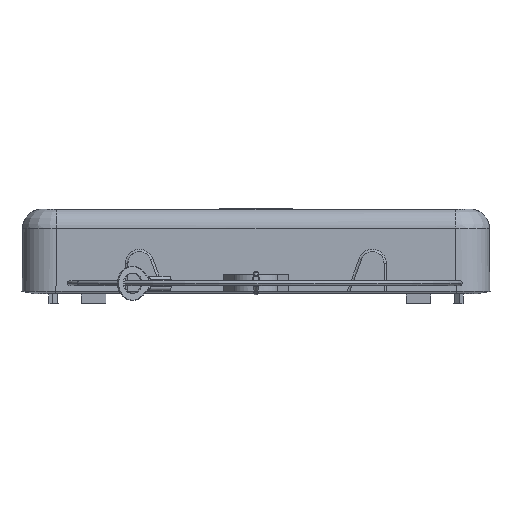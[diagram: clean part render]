
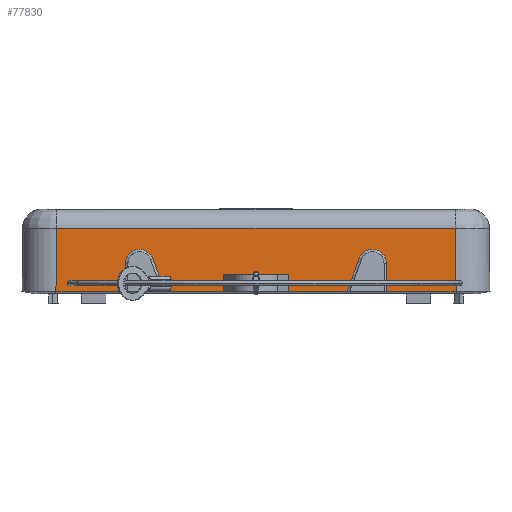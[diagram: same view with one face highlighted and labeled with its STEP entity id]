
A CAD part, front view. The second image highlights one B-rep face of the part: STEP entity #77830.
In plain terms, the highlighted face is planar.
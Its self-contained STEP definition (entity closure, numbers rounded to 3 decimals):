
#22680=CARTESIAN_POINT('',(3.861,24.111,
22.996));
#22690=VERTEX_POINT('',#22680);
#22850=CARTESIAN_POINT('',(17.146,24.111,
22.996));
#22860=VERTEX_POINT('',#22850);
#28580=CARTESIAN_POINT('',(17.163,27.6,22.965))
;
#28590=VERTEX_POINT('',#28580);
#28620=CARTESIAN_POINT('',(17.143,23.6,23.));
#28630=DIRECTION('',(0.005,1.,
-0.009));
#28640=VECTOR('',#28630,1.);
#28650=LINE('',#28620,#28640);
#28660=EDGE_CURVE('',#22860,#28590,#28650,.T.);
#68580=CARTESIAN_POINT('',(31.778,30.888,
22.936));
#68590=VERTEX_POINT('',#68580);
#68690=CARTESIAN_POINT('',(29.312,24.111,
22.996));
#68700=VERTEX_POINT('',#68690);
#68730=CARTESIAN_POINT('',(29.124,23.596,
23.));
#68740=DIRECTION('',(-0.342,-0.94,
0.008));
#68750=VECTOR('',#68740,1.);
#68760=LINE('',#68730,#68750);
#68770=EDGE_CURVE('',#68590,#68700,#68760,.T.);
#69750=CARTESIAN_POINT('',(51.636,37.135,
22.882));
#69760=VERTEX_POINT('',#69750);
#71350=CARTESIAN_POINT('',(51.753,23.661,
22.999));
#71360=DIRECTION('',(0.009,-1.,
0.009));
#71370=VECTOR('',#71360,1.);
#71380=LINE('',#71350,#71370);
#71390=CARTESIAN_POINT('',(51.749,24.111,
22.996));
#71400=VERTEX_POINT('',#71390);
#71410=EDGE_CURVE('',#69760,#71400,#71380,.T.);
#75910=CARTESIAN_POINT('',(-8.305,24.111,
22.996));
#75920=VERTEX_POINT('',#75910);
#76020=CARTESIAN_POINT('',(-10.771,30.888,
22.936));
#76030=VERTEX_POINT('',#76020);
#76060=CARTESIAN_POINT('',(-8.117,23.596,
23.));
#76070=DIRECTION('',(-0.342,0.94,
-0.008));
#76080=VECTOR('',#76070,1.);
#76090=LINE('',#76060,#76080);
#76100=EDGE_CURVE('',#75920,#76030,#76090,.T.);
#76540=CARTESIAN_POINT('',(72.003,23.6,23.));
#76550=DIRECTION('',(0.,0.009,
1.));
#76560=DIRECTION('',(-1.,0.,0.));
#76570=AXIS2_PLACEMENT_3D('',#76540,#76550,#76560);
#76580=PLANE('',#76570);
#76590=CARTESIAN_POINT('',(-2.747,24.111,
22.996));
#76600=DIRECTION('',(-1.,0.,0.));
#76610=VECTOR('',#76600,1.);
#76620=LINE('',#76590,#76610);
#76630=CARTESIAN_POINT('',(-16.397,24.111,
22.996));
#76640=VERTEX_POINT('',#76630);
#76650=CARTESIAN_POINT('',(-30.742,24.111,
22.996));
#76660=VERTEX_POINT('',#76650);
#76670=EDGE_CURVE('',#76640,#76660,#76620,.T.);
#76680=ORIENTED_EDGE('',*,*,#76670,.F.);
#76690=CARTESIAN_POINT('',(-30.746,23.661,
22.999));
#76700=DIRECTION('',(0.009,1.,
-0.009));
#76710=VECTOR('',#76700,1.);
#76720=LINE('',#76690,#76710);
#76730=CARTESIAN_POINT('',(-30.629,37.135,
22.882));
#76740=VERTEX_POINT('',#76730);
#76750=EDGE_CURVE('',#76660,#76740,#76720,.T.);
#76760=ORIENTED_EDGE('',*,*,#76750,.F.);
#76770=CARTESIAN_POINT('',(10.503,37.135,
22.882));
#76780=DIRECTION('',(1.,0.,0.));
#76790=VECTOR('',#76780,1.);
#76800=LINE('',#76770,#76790);
#76810=EDGE_CURVE('',#76740,#69760,#76800,.T.);
#76820=ORIENTED_EDGE('',*,*,#76810,.F.);
#76830=ORIENTED_EDGE('',*,*,#71410,.F.);
#76840=CARTESIAN_POINT('',(37.403,24.111,
22.996));
#76850=VERTEX_POINT('',#76840);
#76860=EDGE_CURVE('',#71400,#76850,#76620,.T.);
#76870=ORIENTED_EDGE('',*,*,#76860,.F.);
#76880=CARTESIAN_POINT('',(37.403,23.596,
23.));
#76890=DIRECTION('',(0.,1.,
-0.009));
#76900=VECTOR('',#76890,1.);
#76910=LINE('',#76880,#76900);
#76920=CARTESIAN_POINT('',(37.403,29.896,
22.945));
#76930=VERTEX_POINT('',#76920);
#76940=EDGE_CURVE('',#76850,#76930,#76910,.T.);
#76950=ORIENTED_EDGE('',*,*,#76940,.F.);
#76960=CARTESIAN_POINT('',(37.403,29.896,
22.945));
#76970=CARTESIAN_POINT('',(37.403,29.922,
22.945));
#76980=CARTESIAN_POINT('',(37.403,29.948,
22.945));
#76990=CARTESIAN_POINT('',(37.393,30.341,
22.941));
#77000=CARTESIAN_POINT('',(37.313,30.704,
22.938));
#77010=CARTESIAN_POINT('',(36.977,31.485,
22.931));
#77020=CARTESIAN_POINT('',(36.68,31.872,
22.928));
#77030=CARTESIAN_POINT('',(36.115,32.319,
22.924));
#77040=CARTESIAN_POINT('',(35.909,32.444,
22.923));
#77050=CARTESIAN_POINT('',(35.472,32.64,
22.921));
#77060=CARTESIAN_POINT('',(35.242,32.711,
22.92));
#77070=CARTESIAN_POINT('',(35.006,32.752,
22.92));
#77080=CARTESIAN_POINT('',(34.678,32.81,
22.92));
#77090=CARTESIAN_POINT('',(34.343,32.811,
22.92));
#77100=CARTESIAN_POINT('',(33.779,32.714,
22.92));
#77110=CARTESIAN_POINT('',(33.548,32.645,
22.921));
#77120=CARTESIAN_POINT('',(33.11,32.451,
22.923));
#77130=CARTESIAN_POINT('',(32.904,32.327,
22.924));
#77140=CARTESIAN_POINT('',(32.337,31.883,
22.928));
#77150=CARTESIAN_POINT('',(32.038,31.497,
22.931));
#77160=CARTESIAN_POINT('',(31.832,31.024,
22.935));
#77170=CARTESIAN_POINT('',(31.818,30.992,
22.935));
#77180=CARTESIAN_POINT('',(31.796,30.936,
22.936));
#77190=CARTESIAN_POINT('',(31.787,30.912,
22.936));
#77200=CARTESIAN_POINT('',(31.778,30.888,
22.936));
#77210=B_SPLINE_CURVE_WITH_KNOTS('',3,(#76960,#76970,#76980,#76990,
#77000,#77010,#77020,#77030,#77040,#77050,#77060,#77070,#77080,#77090,
#77100,#77110,#77120,#77130,#77140,#77150,#77160,#77170,#77180,#77190,
#77200),.UNSPECIFIED.,.F.,.F.,(4,2,2,2,2,3,2,2,2,2,2,4),(0.,
0.071,1.081,2.396,3.051,
3.706,4.617,5.272,5.927,
7.242,7.337,7.408),.UNSPECIFIED.);
#77220=EDGE_CURVE('',#76930,#68590,#77210,.T.);
#77230=ORIENTED_EDGE('',*,*,#77220,.F.);
#77240=ORIENTED_EDGE('',*,*,#68770,.F.);
#77250=EDGE_CURVE('',#68700,#22860,#76620,.T.);
#77260=ORIENTED_EDGE('',*,*,#77250,.F.);
#77270=ORIENTED_EDGE('',*,*,#28660,.F.);
#77280=CARTESIAN_POINT('',(-2.747,27.6,
22.965));
#77290=DIRECTION('',(-1.,0.,0.));
#77300=VECTOR('',#77290,1.);
#77310=LINE('',#77280,#77300);
#77320=CARTESIAN_POINT('',(3.844,27.6,22.965))
;
#77330=VERTEX_POINT('',#77320);
#77340=EDGE_CURVE('',#28590,#77330,#77310,.T.);
#77350=ORIENTED_EDGE('',*,*,#77340,.F.);
#77360=CARTESIAN_POINT('',(3.864,23.6,23.));
#77370=DIRECTION('',(0.005,-1.,
0.009));
#77380=VECTOR('',#77370,1.);
#77390=LINE('',#77360,#77380);
#77400=EDGE_CURVE('',#77330,#22690,#77390,.T.);
#77410=ORIENTED_EDGE('',*,*,#77400,.F.);
#77420=EDGE_CURVE('',#22690,#75920,#76620,.T.);
#77430=ORIENTED_EDGE('',*,*,#77420,.F.);
#77440=ORIENTED_EDGE('',*,*,#76100,.F.);
#77450=CARTESIAN_POINT('',(-10.771,30.888,
22.936));
#77460=CARTESIAN_POINT('',(-10.78,30.912,
22.936));
#77470=CARTESIAN_POINT('',(-10.789,30.936,
22.936));
#77480=CARTESIAN_POINT('',(-10.933,31.301,
22.933));
#77490=CARTESIAN_POINT('',(-11.132,31.615,
22.93));
#77500=CARTESIAN_POINT('',(-11.549,32.058,
22.926));
#77510=CARTESIAN_POINT('',(-11.734,32.212,
22.925));
#77520=CARTESIAN_POINT('',(-12.138,32.469,
22.923));
#77530=CARTESIAN_POINT('',(-12.355,32.573,
22.922));
#77540=CARTESIAN_POINT('',(-12.81,32.724,
22.92));
#77550=CARTESIAN_POINT('',(-13.046,32.771,
22.92));
#77560=CARTESIAN_POINT('',(-13.523,32.806,
22.92));
#77570=CARTESIAN_POINT('',(-13.763,32.794,
22.92));
#77580=CARTESIAN_POINT('',(-13.999,32.752,
22.92));
#77590=CARTESIAN_POINT('',(-14.327,32.694,
22.921));
#77600=CARTESIAN_POINT('',(-14.643,32.581,
22.922));
#77610=CARTESIAN_POINT('',(-15.35,32.178,
22.925));
#77620=CARTESIAN_POINT('',(-15.702,31.839,
22.928));
#77630=CARTESIAN_POINT('',(-16.211,31.023,
22.935));
#77640=CARTESIAN_POINT('',(-16.361,30.558,
22.939));
#77650=CARTESIAN_POINT('',(-16.393,30.043,
22.944));
#77660=CARTESIAN_POINT('',(-16.395,30.008,
22.944));
#77670=CARTESIAN_POINT('',(-16.396,29.948,
22.945));
#77680=CARTESIAN_POINT('',(-16.397,29.922,
22.945));
#77690=CARTESIAN_POINT('',(-16.397,29.896,
22.945));
#77700=B_SPLINE_CURVE_WITH_KNOTS('',3,(#77450,#77460,#77470,#77480,
#77490,#77500,#77510,#77520,#77530,#77540,#77550,#77560,#77570,#77580,
#77590,#77600,#77610,#77620,#77630,#77640,#77650,#77660,#77670,#77680,
#77690),.UNSPECIFIED.,.F.,.F.,(4,2,2,2,2,2,3,2,2,2,2,4),(0.,
0.071,1.08,1.735,2.39,
3.045,3.7,4.611,5.926,
7.241,7.337,7.408),.UNSPECIFIED.);
#77710=CARTESIAN_POINT('',(-16.397,29.896,
22.945));
#77720=VERTEX_POINT('',#77710);
#77730=EDGE_CURVE('',#76030,#77720,#77700,.T.);
#77740=ORIENTED_EDGE('',*,*,#77730,.F.);
#77750=CARTESIAN_POINT('',(-16.397,23.596,
23.));
#77760=DIRECTION('',(0.,-1.,
0.009));
#77770=VECTOR('',#77760,1.);
#77780=LINE('',#77750,#77770);
#77790=EDGE_CURVE('',#77720,#76640,#77780,.T.);
#77800=ORIENTED_EDGE('',*,*,#77790,.F.);
#77810=EDGE_LOOP('',(#77800,#77740,#77440,#77430,#77410,#77350,#77270,
#77260,#77240,#77230,#76950,#76870,#76830,#76820,#76760,#76680));
#77820=FACE_OUTER_BOUND('',#77810,.T.);
#77830=ADVANCED_FACE('',(#77820),#76580,.T.);
